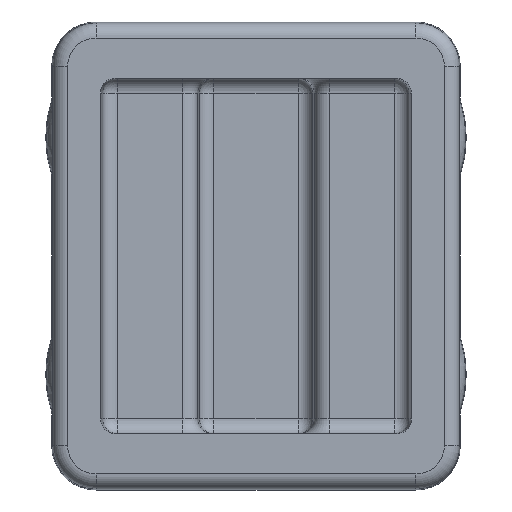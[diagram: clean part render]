
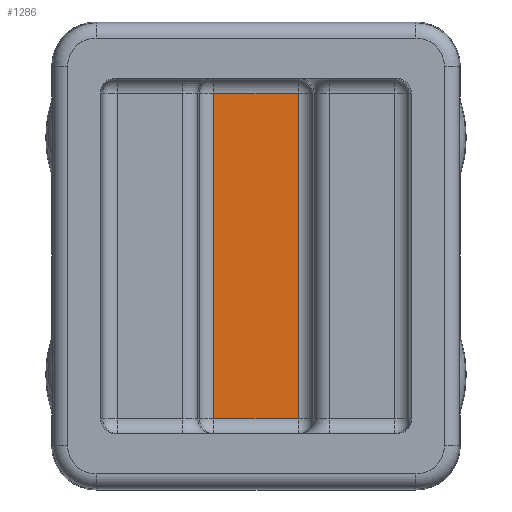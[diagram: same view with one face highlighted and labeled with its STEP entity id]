
A CAD part, front view. The second image highlights one B-rep face of the part: STEP entity #1286.
In plain terms, the highlighted planar face has unit normal (0, -1, 0).
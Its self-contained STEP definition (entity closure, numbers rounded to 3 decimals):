
#31 = CARTESIAN_POINT ( 'NONE',  ( 1.421, 1., 5.5 ) ) ;
#138 = ORIENTED_EDGE ( 'NONE', *, *, #2344, .T. ) ;
#148 = DIRECTION ( 'NONE',  ( -1., 0., 0. ) ) ;
#287 = VERTEX_POINT ( 'NONE', #2755 ) ;
#298 = EDGE_CURVE ( 'NONE', #2280, #287, #393, .T. ) ;
#314 = CARTESIAN_POINT ( 'NONE',  ( -1.421, 1., 5.5 ) ) ;
#393 = LINE ( 'NONE', #1762, #1258 ) ;
#409 = AXIS2_PLACEMENT_3D ( 'NONE', #753, #1633, #1444 ) ;
#502 = DIRECTION ( 'NONE',  ( 0., 0., 1. ) ) ;
#529 = VERTEX_POINT ( 'NONE', #2891 ) ;
#701 = CARTESIAN_POINT ( 'NONE',  ( -1.421, 1., -5.5 ) ) ;
#753 = CARTESIAN_POINT ( 'NONE',  ( -1.895, 1., -6. ) ) ;
#943 = DIRECTION ( 'NONE',  ( 0., 0., -1. ) ) ;
#1069 = ORIENTED_EDGE ( 'NONE', *, *, #298, .T. ) ;
#1219 = PLANE ( 'NONE',  #409 ) ;
#1256 = VERTEX_POINT ( 'NONE', #314 ) ;
#1258 = VECTOR ( 'NONE', #1602, 1000. ) ;
#1286 = ADVANCED_FACE ( 'NONE', ( #2610 ), #1219, .F. ) ;
#1333 = ORIENTED_EDGE ( 'NONE', *, *, #1411, .T. ) ;
#1411 = EDGE_CURVE ( 'NONE', #287, #529, #2213, .T. ) ;
#1444 = DIRECTION ( 'NONE',  ( -1., 0., 0. ) ) ;
#1504 = CARTESIAN_POINT ( 'NONE',  ( -1.394, 1., 5.5 ) ) ;
#1602 = DIRECTION ( 'NONE',  ( 1., 0., 0. ) ) ;
#1633 = DIRECTION ( 'NONE',  ( 0., 1., 0. ) ) ;
#1762 = CARTESIAN_POINT ( 'NONE',  ( -1.895, 1., -5.5 ) ) ;
#1922 = EDGE_LOOP ( 'NONE', ( #2638, #1069, #1333, #138 ) ) ;
#2031 = EDGE_CURVE ( 'NONE', #1256, #2280, #2240, .T. ) ;
#2034 = VECTOR ( 'NONE', #148, 1000. ) ;
#2213 = LINE ( 'NONE', #31, #2406 ) ;
#2240 = LINE ( 'NONE', #701, #2936 ) ;
#2280 = VERTEX_POINT ( 'NONE', #2652 ) ;
#2344 = EDGE_CURVE ( 'NONE', #529, #1256, #2386, .T. ) ;
#2386 = LINE ( 'NONE', #1504, #2034 ) ;
#2406 = VECTOR ( 'NONE', #502, 1000. ) ;
#2610 = FACE_OUTER_BOUND ( 'NONE', #1922, .T. ) ;
#2638 = ORIENTED_EDGE ( 'NONE', *, *, #2031, .T. ) ;
#2652 = CARTESIAN_POINT ( 'NONE',  ( -1.421, 1., -5.5 ) ) ;
#2755 = CARTESIAN_POINT ( 'NONE',  ( 1.421, 1., -5.5 ) ) ;
#2891 = CARTESIAN_POINT ( 'NONE',  ( 1.421, 1., 5.5 ) ) ;
#2936 = VECTOR ( 'NONE', #943, 1000. ) ;
